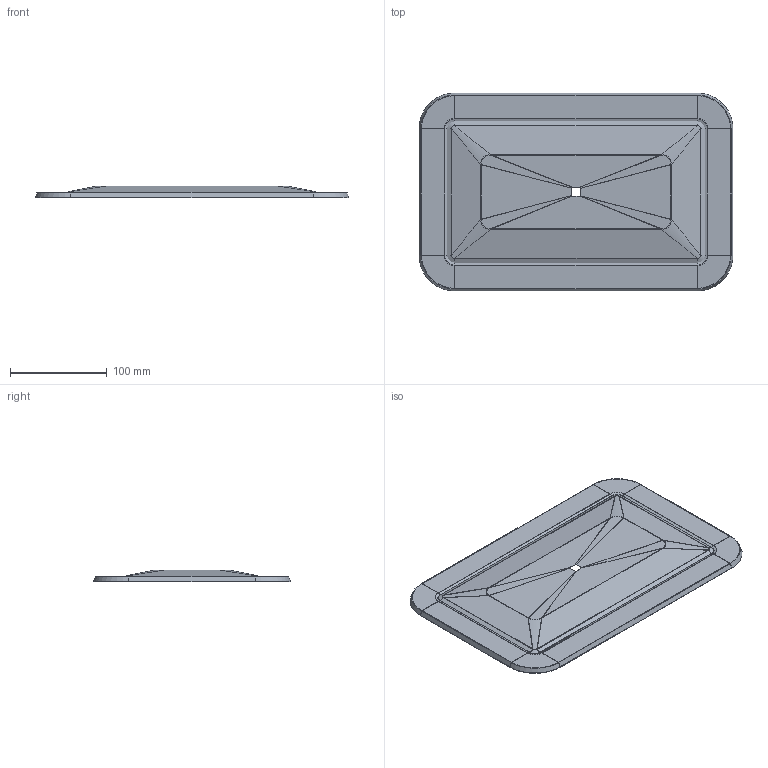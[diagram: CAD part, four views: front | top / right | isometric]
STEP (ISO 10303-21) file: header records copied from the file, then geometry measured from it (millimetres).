
FILE_DESCRIPTION(('FreeCAD Model'),'2;1');
FILE_NAME('Open CASCADE Shape Model','2023-10-28T22:09:23',(''),(''), 'Open CASCADE STEP processor 7.6','FreeCAD','Unknown');
FILE_SCHEMA(('AUTOMOTIVE_DESIGN { 1 0 10303 214 1 1 1 1 }'));
Length unit declared in the file: millimetre
Products named in the file (1): tutup pakai loft
Bounding box: 324.29 x 204.29 x 12 mm (x, y, z)
Volume: 5804.8 mm3; surface area: 138386.7 mm2
Topology: 1 solids, 1 shells, 98 faces, 208 edges, 112 vertices
Faces by surface type: bspline 49, plane 30, cone 19
Entity records: 5500 total; most frequent: CARTESIAN_POINT 1660, DIRECTION 566, ORIENTED_EDGE 416, PCURVE 416, DEFINITIONAL_REPRESENTATION 416, LINE 346, VECTOR 346, EDGE_CURVE 208
